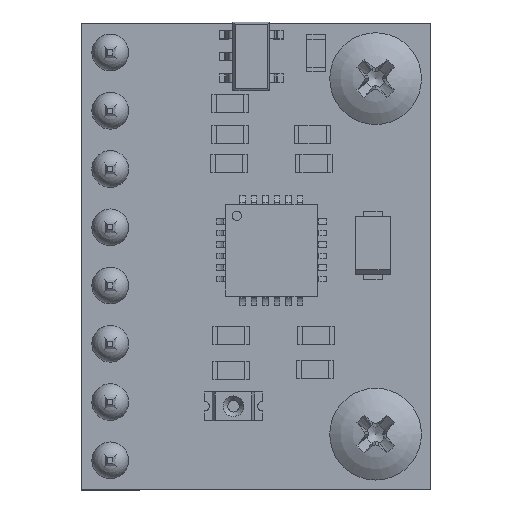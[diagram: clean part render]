
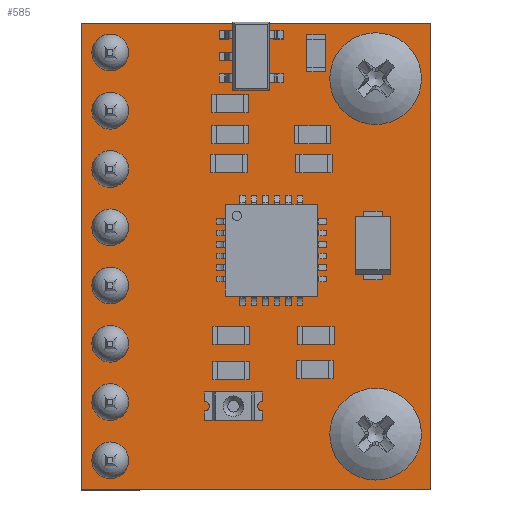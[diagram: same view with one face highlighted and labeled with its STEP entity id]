
A CAD part, top view. The second image highlights one B-rep face of the part: STEP entity #585.
In plain terms, the highlighted planar face has unit normal (0, 0, 1).
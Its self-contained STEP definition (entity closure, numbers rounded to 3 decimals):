
#136 = VERTEX_POINT('',#137);
#137 = CARTESIAN_POINT('',(-7.625,10.16,0.));
#154 = VERTEX_POINT('',#155);
#155 = CARTESIAN_POINT('',(7.625,10.16,0.));
#161 = EDGE_CURVE('',#136,#154,#162,.T.);
#162 = LINE('',#163,#164);
#163 = CARTESIAN_POINT('',(-7.625,10.16,0.));
#164 = VECTOR('',#165,1.);
#165 = DIRECTION('',(1.,0.,0.));
#185 = VERTEX_POINT('',#186);
#186 = CARTESIAN_POINT('',(7.625,-10.16,0.));
#192 = EDGE_CURVE('',#154,#185,#193,.T.);
#193 = LINE('',#194,#195);
#194 = CARTESIAN_POINT('',(7.625,10.16,0.));
#195 = VECTOR('',#196,1.);
#196 = DIRECTION('',(0.,-1.,0.));
#216 = VERTEX_POINT('',#217);
#217 = CARTESIAN_POINT('',(-7.625,-10.16,0.));
#223 = EDGE_CURVE('',#185,#216,#224,.T.);
#224 = LINE('',#225,#226);
#225 = CARTESIAN_POINT('',(7.625,-10.16,0.));
#226 = VECTOR('',#227,1.);
#227 = DIRECTION('',(-1.,0.,0.));
#245 = EDGE_CURVE('',#216,#136,#246,.T.);
#246 = LINE('',#247,#248);
#247 = CARTESIAN_POINT('',(-7.625,-10.16,0.));
#248 = VECTOR('',#249,1.);
#249 = DIRECTION('',(0.,1.,0.));
#260 = VERTEX_POINT('',#261);
#261 = CARTESIAN_POINT('',(6.815,-7.75,0.));
#277 = EDGE_CURVE('',#260,#260,#278,.T.);
#278 = CIRCLE('',#279,1.6);
#279 = AXIS2_PLACEMENT_3D('',#280,#281,#282);
#280 = CARTESIAN_POINT('',(5.215,-7.75,0.));
#281 = DIRECTION('',(0.,0.,1.));
#282 = DIRECTION('',(1.,0.,0.));
#293 = VERTEX_POINT('',#294);
#294 = CARTESIAN_POINT('',(6.815,7.75,0.));
#310 = EDGE_CURVE('',#293,#293,#311,.T.);
#311 = CIRCLE('',#312,1.6);
#312 = AXIS2_PLACEMENT_3D('',#313,#314,#315);
#313 = CARTESIAN_POINT('',(5.215,7.75,0.));
#314 = DIRECTION('',(0.,0.,1.));
#315 = DIRECTION('',(1.,0.,0.));
#326 = VERTEX_POINT('',#327);
#327 = CARTESIAN_POINT('',(-5.905,-6.35,0.));
#343 = EDGE_CURVE('',#326,#326,#344,.T.);
#344 = CIRCLE('',#345,0.45);
#345 = AXIS2_PLACEMENT_3D('',#346,#347,#348);
#346 = CARTESIAN_POINT('',(-6.355,-6.35,0.));
#347 = DIRECTION('',(0.,0.,1.));
#348 = DIRECTION('',(1.,0.,0.));
#359 = VERTEX_POINT('',#360);
#360 = CARTESIAN_POINT('',(-5.905,6.35,0.));
#376 = EDGE_CURVE('',#359,#359,#377,.T.);
#377 = CIRCLE('',#378,0.45);
#378 = AXIS2_PLACEMENT_3D('',#379,#380,#381);
#379 = CARTESIAN_POINT('',(-6.355,6.35,0.));
#380 = DIRECTION('',(0.,0.,1.));
#381 = DIRECTION('',(1.,0.,0.));
#392 = VERTEX_POINT('',#393);
#393 = CARTESIAN_POINT('',(-5.905,-3.81,0.));
#409 = EDGE_CURVE('',#392,#392,#410,.T.);
#410 = CIRCLE('',#411,0.45);
#411 = AXIS2_PLACEMENT_3D('',#412,#413,#414);
#412 = CARTESIAN_POINT('',(-6.355,-3.81,0.));
#413 = DIRECTION('',(0.,0.,1.));
#414 = DIRECTION('',(1.,0.,0.));
#425 = VERTEX_POINT('',#426);
#426 = CARTESIAN_POINT('',(-5.905,-1.27,0.));
#442 = EDGE_CURVE('',#425,#425,#443,.T.);
#443 = CIRCLE('',#444,0.45);
#444 = AXIS2_PLACEMENT_3D('',#445,#446,#447);
#445 = CARTESIAN_POINT('',(-6.355,-1.27,0.));
#446 = DIRECTION('',(0.,0.,1.));
#447 = DIRECTION('',(1.,0.,0.));
#458 = VERTEX_POINT('',#459);
#459 = CARTESIAN_POINT('',(-5.905,1.27,0.));
#475 = EDGE_CURVE('',#458,#458,#476,.T.);
#476 = CIRCLE('',#477,0.45);
#477 = AXIS2_PLACEMENT_3D('',#478,#479,#480);
#478 = CARTESIAN_POINT('',(-6.355,1.27,0.));
#479 = DIRECTION('',(0.,0.,1.));
#480 = DIRECTION('',(1.,0.,0.));
#491 = VERTEX_POINT('',#492);
#492 = CARTESIAN_POINT('',(-5.905,3.81,0.));
#508 = EDGE_CURVE('',#491,#491,#509,.T.);
#509 = CIRCLE('',#510,0.45);
#510 = AXIS2_PLACEMENT_3D('',#511,#512,#513);
#511 = CARTESIAN_POINT('',(-6.355,3.81,0.));
#512 = DIRECTION('',(0.,0.,1.));
#513 = DIRECTION('',(1.,0.,0.));
#524 = VERTEX_POINT('',#525);
#525 = CARTESIAN_POINT('',(-5.905,-8.89,0.));
#541 = EDGE_CURVE('',#524,#524,#542,.T.);
#542 = CIRCLE('',#543,0.45);
#543 = AXIS2_PLACEMENT_3D('',#544,#545,#546);
#544 = CARTESIAN_POINT('',(-6.355,-8.89,0.));
#545 = DIRECTION('',(0.,0.,1.));
#546 = DIRECTION('',(1.,0.,0.));
#557 = VERTEX_POINT('',#558);
#558 = CARTESIAN_POINT('',(-5.905,8.89,0.));
#574 = EDGE_CURVE('',#557,#557,#575,.T.);
#575 = CIRCLE('',#576,0.45);
#576 = AXIS2_PLACEMENT_3D('',#577,#578,#579);
#577 = CARTESIAN_POINT('',(-6.355,8.89,0.));
#578 = DIRECTION('',(0.,0.,1.));
#579 = DIRECTION('',(1.,0.,0.));
#585 = ADVANCED_FACE('',(#586,#592,#595,#598,#601,#604,#607,#610,#613,
    #616,#619),#622,.T.);
#586 = FACE_BOUND('',#587,.F.);
#587 = EDGE_LOOP('',(#588,#589,#590,#591));
#588 = ORIENTED_EDGE('',*,*,#161,.T.);
#589 = ORIENTED_EDGE('',*,*,#192,.T.);
#590 = ORIENTED_EDGE('',*,*,#223,.T.);
#591 = ORIENTED_EDGE('',*,*,#245,.T.);
#592 = FACE_BOUND('',#593,.F.);
#593 = EDGE_LOOP('',(#594));
#594 = ORIENTED_EDGE('',*,*,#277,.T.);
#595 = FACE_BOUND('',#596,.F.);
#596 = EDGE_LOOP('',(#597));
#597 = ORIENTED_EDGE('',*,*,#310,.T.);
#598 = FACE_BOUND('',#599,.F.);
#599 = EDGE_LOOP('',(#600));
#600 = ORIENTED_EDGE('',*,*,#343,.T.);
#601 = FACE_BOUND('',#602,.F.);
#602 = EDGE_LOOP('',(#603));
#603 = ORIENTED_EDGE('',*,*,#376,.T.);
#604 = FACE_BOUND('',#605,.F.);
#605 = EDGE_LOOP('',(#606));
#606 = ORIENTED_EDGE('',*,*,#409,.T.);
#607 = FACE_BOUND('',#608,.F.);
#608 = EDGE_LOOP('',(#609));
#609 = ORIENTED_EDGE('',*,*,#442,.T.);
#610 = FACE_BOUND('',#611,.F.);
#611 = EDGE_LOOP('',(#612));
#612 = ORIENTED_EDGE('',*,*,#475,.T.);
#613 = FACE_BOUND('',#614,.F.);
#614 = EDGE_LOOP('',(#615));
#615 = ORIENTED_EDGE('',*,*,#508,.T.);
#616 = FACE_BOUND('',#617,.F.);
#617 = EDGE_LOOP('',(#618));
#618 = ORIENTED_EDGE('',*,*,#541,.T.);
#619 = FACE_BOUND('',#620,.F.);
#620 = EDGE_LOOP('',(#621));
#621 = ORIENTED_EDGE('',*,*,#574,.T.);
#622 = PLANE('',#623);
#623 = AXIS2_PLACEMENT_3D('',#624,#625,#626);
#624 = CARTESIAN_POINT('',(-0.302,0.,0.));
#625 = DIRECTION('',(0.,0.,1.));
#626 = DIRECTION('',(1.,0.,0.));
